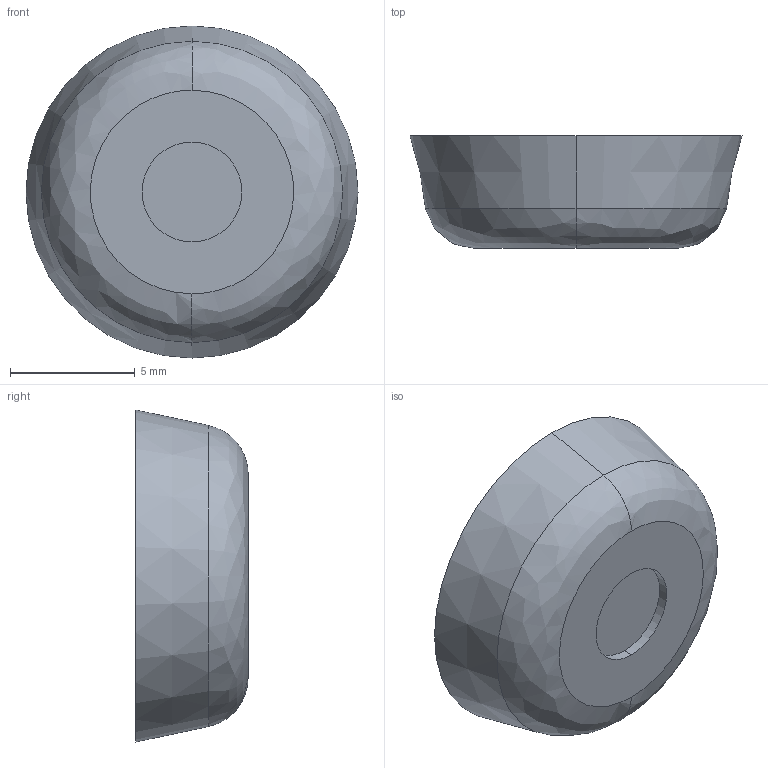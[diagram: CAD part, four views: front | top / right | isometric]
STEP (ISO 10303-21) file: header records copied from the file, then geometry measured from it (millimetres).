
FILE_DESCRIPTION (( 'STEP AP214' ), '1' );
FILE_NAME ('060520029B500A.STEP', '2012-10-22T14:51:10', ( '' ), ( '' ), 'SwSTEP 2.0', 'SolidWorks 2012', '' );
FILE_SCHEMA (( 'AUTOMOTIVE_DESIGN' ));
Length unit declared in the file: millimetre
Products named in the file (1): 060520029B500A
Bounding box: 13.3 x 4.5 x 13.3 mm (x, y, z)
Volume: 403.2 mm3; surface area: 482.1 mm2
Topology: 1 solids, 1 shells, 16 faces, 30 edges, 18 vertices
Faces by surface type: cone 6, bspline 4, plane 4, cylinder 2
Entity records: 480 total; most frequent: CARTESIAN_POINT 143, DIRECTION 66, ORIENTED_EDGE 60, EDGE_CURVE 30, AXIS2_PLACEMENT_3D 29, EDGE_LOOP 18, VERTEX_POINT 18, ADVANCED_FACE 16
